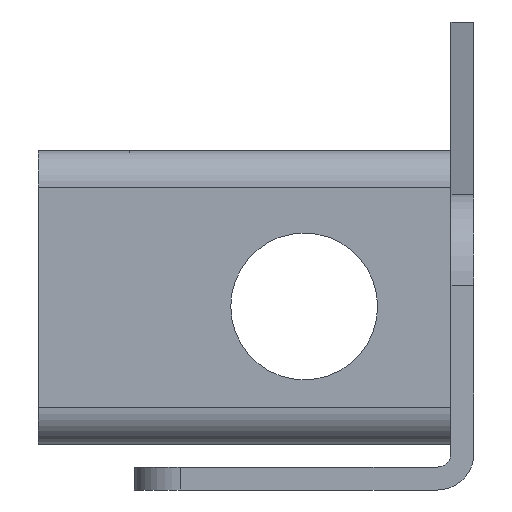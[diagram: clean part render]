
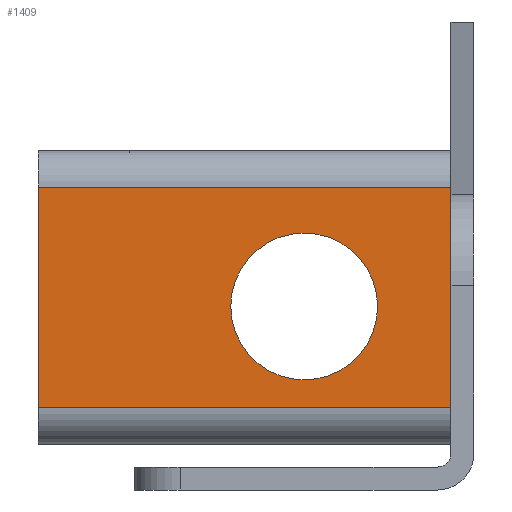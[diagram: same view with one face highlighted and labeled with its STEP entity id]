
A CAD part, left-side view. The second image highlights one B-rep face of the part: STEP entity #1409.
In plain terms, the highlighted planar face has unit normal (-1, 0, 0).
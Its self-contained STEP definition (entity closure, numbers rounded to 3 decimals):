
#120=DIRECTION('',(0.,0.,1.));
#121=VECTOR('',#120,24.);
#122=CARTESIAN_POINT('',(188.647,2.5,-118.898));
#123=LINE('',#122,#121);
#360=CARTESIAN_POINT('',(188.647,18.5,-107.898));
#361=DIRECTION('',(-1.,0.,0.));
#362=DIRECTION('',(0.,0.,1.));
#363=AXIS2_PLACEMENT_3D('',#360,#361,#362);
#365=CARTESIAN_POINT('',(188.647,18.5,-107.898));
#366=DIRECTION('',(-1.,0.,0.));
#367=DIRECTION('',(0.,0.,-1.));
#368=AXIS2_PLACEMENT_3D('',#365,#366,#367);
#370=DIRECTION('',(0.,-1.,0.));
#371=VECTOR('',#370,45.);
#372=CARTESIAN_POINT('',(188.647,47.5,-94.898));
#373=LINE('',#372,#371);
#374=DIRECTION('',(0.,-1.,0.));
#375=VECTOR('',#374,45.);
#376=CARTESIAN_POINT('',(188.647,47.5,-118.898));
#377=LINE('',#376,#375);
#400=DIRECTION('',(0.,0.,1.));
#401=VECTOR('',#400,24.);
#402=CARTESIAN_POINT('',(188.647,47.5,-118.898));
#403=LINE('',#402,#401);
#765=CARTESIAN_POINT('',(188.647,18.5,-99.898));
#766=CARTESIAN_POINT('',(188.647,18.5,-115.898));
#767=VERTEX_POINT('',#765);
#768=VERTEX_POINT('',#766);
#829=CARTESIAN_POINT('',(188.647,47.5,-94.898));
#830=CARTESIAN_POINT('',(188.647,2.5,-94.898));
#831=VERTEX_POINT('',#829);
#832=VERTEX_POINT('',#830);
#841=CARTESIAN_POINT('',(188.647,47.5,-118.898));
#842=VERTEX_POINT('',#841);
#843=CARTESIAN_POINT('',(188.647,2.5,-118.898));
#844=VERTEX_POINT('',#843);
#1390=CARTESIAN_POINT('',(188.647,2.5,-122.898));
#1391=DIRECTION('',(-1.,0.,0.));
#1392=DIRECTION('',(0.,0.,1.));
#1393=AXIS2_PLACEMENT_3D('',#1390,#1391,#1392);
#1394=PLANE('',#1393);
#1396=ORIENTED_EDGE('',*,*,#1395,.T.);
#1397=ORIENTED_EDGE('',*,*,#1042,.F.);
#1399=ORIENTED_EDGE('',*,*,#1398,.F.);
#1401=ORIENTED_EDGE('',*,*,#1400,.T.);
#1402=EDGE_LOOP('',(#1396,#1397,#1399,#1401));
#1403=FACE_OUTER_BOUND('',#1402,.F.);
#1404=ORIENTED_EDGE('',*,*,#1380,.T.);
#1406=ORIENTED_EDGE('',*,*,#1405,.T.);
#1407=EDGE_LOOP('',(#1404,#1406));
#1408=FACE_BOUND('',#1407,.F.);
#1409=ADVANCED_FACE('',(#1403,#1408),#1394,.T.);
#364=CIRCLE('',#363,8.);
#369=CIRCLE('',#368,8.);
#1042=EDGE_CURVE('',#844,#832,#123,.T.);
#1380=EDGE_CURVE('',#767,#768,#364,.T.);
#1395=EDGE_CURVE('',#831,#832,#373,.T.);
#1398=EDGE_CURVE('',#842,#844,#377,.T.);
#1400=EDGE_CURVE('',#842,#831,#403,.T.);
#1405=EDGE_CURVE('',#768,#767,#369,.T.);
